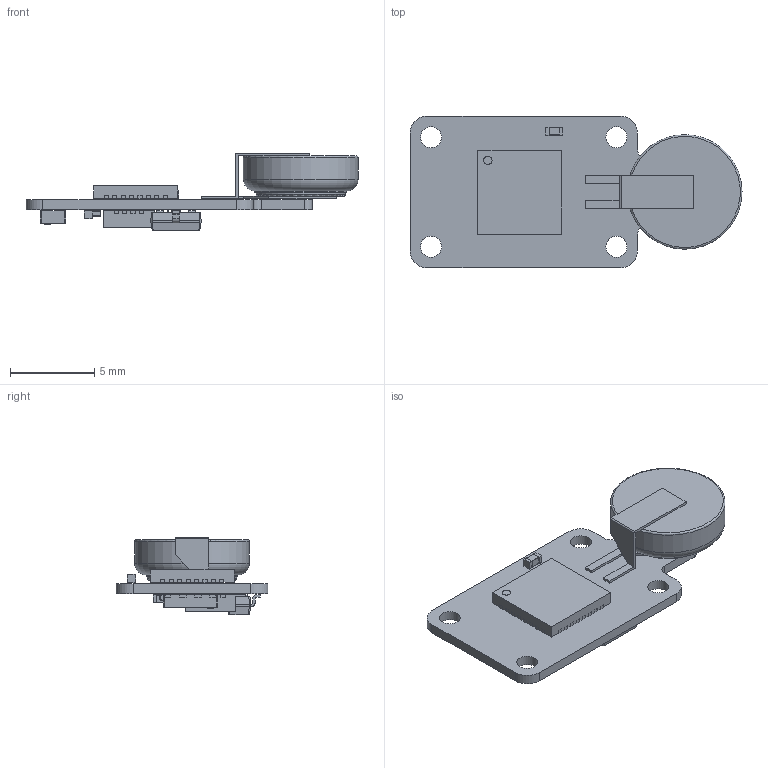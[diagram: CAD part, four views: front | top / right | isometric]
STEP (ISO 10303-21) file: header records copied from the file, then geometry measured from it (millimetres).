
FILE_DESCRIPTION(('KiCad electronic assembly'),'2;1');
FILE_NAME('tag-v7.step','2021-08-22T14:24:56',('An Author'),('A Company' ),'Open CASCADE STEP processor 6.9','KiCad to STEP converter', 'Unknown');
FILE_SCHEMA(('AUTOMOTIVE_DESIGN { 1 0 10303 214 1 1 1 1 }'));
Length unit declared in the file: millimetre
Products named in the file (20): Open CASCADE STEP translator 6.9 1; D_SOD-923; SOLID; D_SOT-23; BatteryHolder_Seiko_MS621F; LGA-16_3x3mm_P0.5mm; C_0402_1005Metric; RV-3028-C7; COMPOUND; R_0402_1005Metric; Diodes_DFN1006-3; QFN-32-1EP_5x5mm_P0.5mm_EP3.45x3.45mm
Assembly tree (25 placements, depth 3):
  Open CASCADE STEP translator 6.9 1
    D_SOD-923
      SOLID
    D_SOT-23
      SOLID
    BatteryHolder_Seiko_MS621F  x2
      SOLID
    LGA-16_3x3mm_P0.5mm
      SOLID
    C_0402_1005Metric  x6
      SOLID
    RV-3028-C7
      COMPOUND
    R_0402_1005Metric
      SOLID
    Diodes_DFN1006-3
      SOLID
    QFN-32-1EP_5x5mm_P0.5mm_EP3.45x3.45mm
      SOLID
    COMPOUND
Bounding box: 19.7 x 9 x 4.6 mm (x, y, z)
Volume: 284.6 mm3; surface area: 739.2 mm2
Topology: 26 solids, 26 shells, 804 faces, 2117 edges, 1386 vertices
Faces by surface type: plane 598, cylinder 161, bspline 37, torus 8
Full cylindrical faces by diameter (mm): 0.1 x1, 0.35 x1, 0.5 x1, 1.25 x4, 5.304 x2, 5.44 x2, 6.8 x2
Entity records: 45773 total; most frequent: CARTESIAN_POINT 7971, DIRECTION 6229, LINE 4512, VECTOR 4512, ORIENTED_EDGE 3362, PCURVE 3362, DEFINITIONAL_REPRESENTATION 3362, EDGE_CURVE 1681
